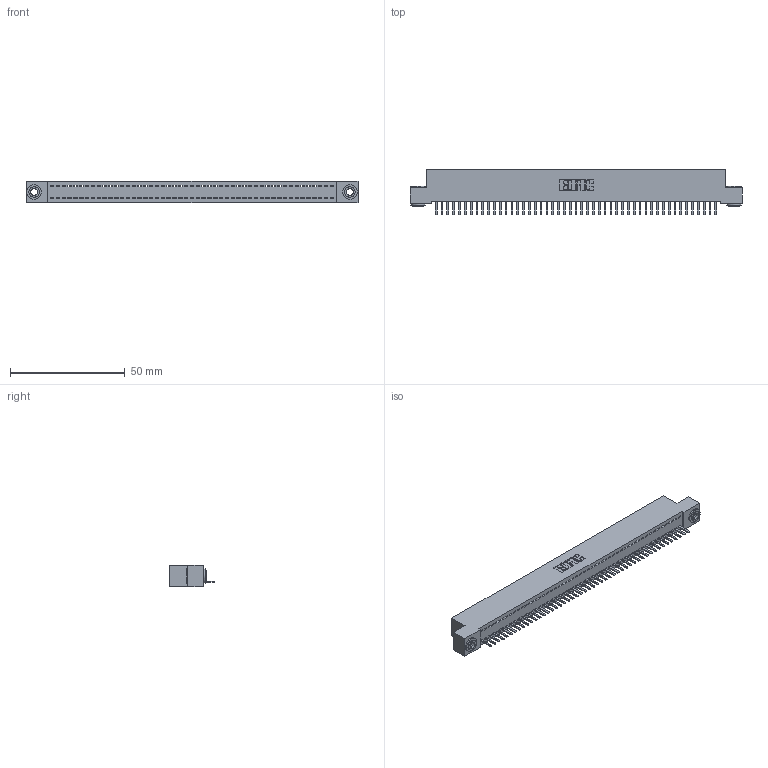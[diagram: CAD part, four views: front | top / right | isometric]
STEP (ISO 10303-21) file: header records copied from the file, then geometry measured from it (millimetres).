
FILE_DESCRIPTION (( 'STEP AP203' ), '1' );
FILE_NAME ('342-049-520-103.STEP', '2018-08-12T18:42:17', ( '' ), ( '' ), 'SwSTEP 2.0', 'SolidWorks 2016', '' );
FILE_SCHEMA (( 'CONFIG_CONTROL_DESIGN' ));
Length unit declared in the file: inch
Products named in the file (4): 342 Part_.156 TH; 345-292-001_345-293-120; 342-250-002_345-250-002-102; 342-049-520-103
Assembly tree (52 placements, depth 2):
  342-049-520-103
    342 Part_.156 TH
    345-292-001_345-293-120  x49
    342-250-002_345-250-002-102  x2
Bounding box: 144.78 x 20.02 x 9.4 mm (x, y, z)
Volume: 12602 mm3; surface area: 18411.5 mm2
Topology: 52 solids, 52 shells, 3186 faces, 9391 edges, 6126 vertices
Faces by surface type: plane 2232, cylinder 946, cone 8
Entity records: 29682 total; most frequent: CARTESIAN_POINT 5108, ORIENTED_EDGE 5074, DIRECTION 4317, EDGE_CURVE 2537, LINE 2381, VECTOR 2381, VERTEX_POINT 1686, AXIS2_PLACEMENT_3D 968
